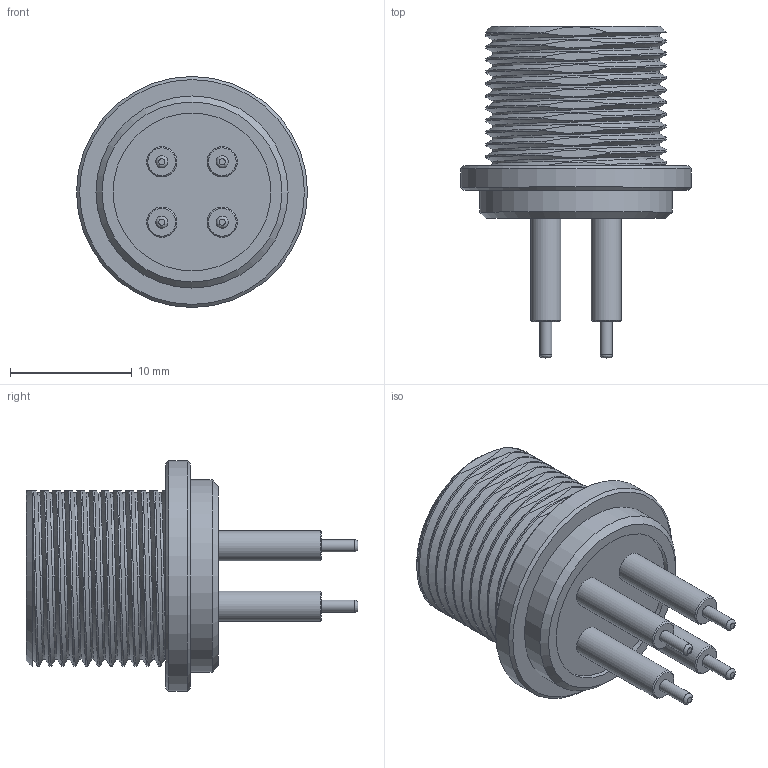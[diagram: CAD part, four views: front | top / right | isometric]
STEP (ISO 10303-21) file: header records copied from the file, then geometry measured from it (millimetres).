
FILE_DESCRIPTION(/* description */ (''),/* implementation_level */ '2;1');
FILE_NAME(/* name */ 'GX16-4.step',/* time_stamp */ '2024-10-07T21:56:46+02:00',/* author */ (''),/* organization */ (''),/* preprocessor_version */ 'ST-DEVELOPER v20',/* originating_system */ 'Autodesk Translation Framework v13.20.0.188',/* authorisation */ '');
FILE_SCHEMA (('AUTOMOTIVE_DESIGN { 1 0 10303 214 3 1 1 }'));
Length unit declared in the file: millimetre
Products named in the file (1): GX16-4
Bounding box: 19 x 27.3 x 19 mm (x, y, z)
Volume: 1785.6 mm3; surface area: 2958.3 mm2
Topology: 5 solids, 5 shells, 93 faces, 217 edges, 141 vertices
Faces by surface type: cylinder 42, plane 31, cone 9, bspline 6, torus 5
Full cylindrical faces by diameter (mm): 1 x4, 2.5 x8, 13 x1, 13.741 x10, 15.8 x1, 19 x1
Entity records: 6410 total; most frequent: CARTESIAN_POINT 4321, ORIENTED_EDGE 434, DIRECTION 387, EDGE_CURVE 217, AXIS2_PLACEMENT_3D 163, VERTEX_POINT 141, EDGE_LOOP 108, FACE_OUTER_BOUND 93
